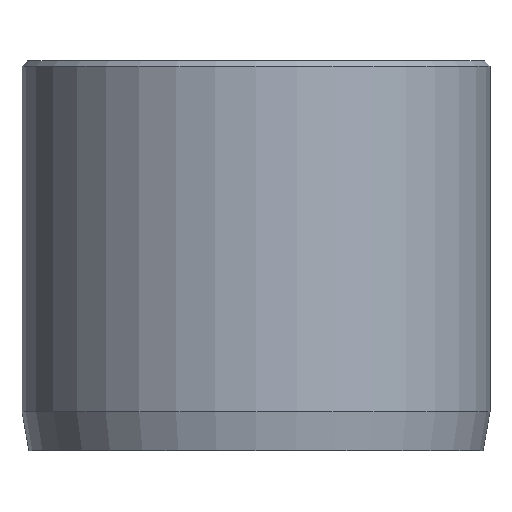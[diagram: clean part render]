
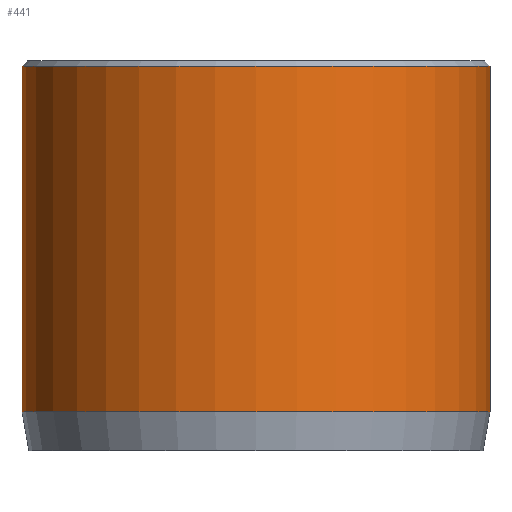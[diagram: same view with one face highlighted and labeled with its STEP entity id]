
A CAD part, front view. The second image highlights one B-rep face of the part: STEP entity #441.
In plain terms, the highlighted cylindrical face has radius 9 mm (diameter 18 mm), a partial arc.
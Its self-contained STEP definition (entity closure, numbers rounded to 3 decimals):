
#62 = LINE ( 'NONE', #233, #264 ) ;
#65 = EDGE_CURVE ( 'NONE', #493, #160, #380, .T. ) ;
#99 = FACE_OUTER_BOUND ( 'NONE', #1011, .T. ) ;
#104 = DIRECTION ( 'NONE',  ( 0., 0., -1. ) ) ;
#109 = EDGE_CURVE ( 'NONE', #983, #493, #656, .T. ) ;
#115 = CARTESIAN_POINT ( 'NONE',  ( 0., 0., 14.8 ) ) ;
#160 = VERTEX_POINT ( 'NONE', #384 ) ;
#233 = CARTESIAN_POINT ( 'NONE',  ( 9., 0., 15. ) ) ;
#264 = VECTOR ( 'NONE', #621, 1000. ) ;
#268 = ORIENTED_EDGE ( 'NONE', *, *, #109, .T. ) ;
#353 = CARTESIAN_POINT ( 'NONE',  ( 9., 0., 14.8 ) ) ;
#375 = EDGE_CURVE ( 'NONE', #160, #397, #615, .T. ) ;
#380 = LINE ( 'NONE', #689, #841 ) ;
#384 = CARTESIAN_POINT ( 'NONE',  ( -9., 0., 1.5 ) ) ;
#397 = VERTEX_POINT ( 'NONE', #947 ) ;
#441 = ADVANCED_FACE ( 'NONE', ( #99 ), #793, .T. ) ;
#491 = CARTESIAN_POINT ( 'NONE',  ( 0., 0., 1.5 ) ) ;
#493 = VERTEX_POINT ( 'NONE', #683 ) ;
#583 = DIRECTION ( 'NONE',  ( 1., 0., 0. ) ) ;
#597 = CARTESIAN_POINT ( 'NONE',  ( 0., 0., 15. ) ) ;
#599 = DIRECTION ( 'NONE',  ( 0., 0., -1. ) ) ;
#615 = CIRCLE ( 'NONE', #727, 9. ) ;
#621 = DIRECTION ( 'NONE',  ( 0., 0., -1. ) ) ;
#645 = ORIENTED_EDGE ( 'NONE', *, *, #375, .T. ) ;
#656 = CIRCLE ( 'NONE', #749, 9. ) ;
#683 = CARTESIAN_POINT ( 'NONE',  ( -9., 0., 14.8 ) ) ;
#689 = CARTESIAN_POINT ( 'NONE',  ( -9., 0., 15. ) ) ;
#727 = AXIS2_PLACEMENT_3D ( 'NONE', #491, #1134, #583 ) ;
#749 = AXIS2_PLACEMENT_3D ( 'NONE', #115, #104, #1132 ) ;
#793 = CYLINDRICAL_SURFACE ( 'NONE', #1236, 9. ) ;
#841 = VECTOR ( 'NONE', #599, 1000. ) ;
#947 = CARTESIAN_POINT ( 'NONE',  ( 9., 0., 1.5 ) ) ;
#962 = DIRECTION ( 'NONE',  ( 0., 0., -1. ) ) ;
#983 = VERTEX_POINT ( 'NONE', #353 ) ;
#996 = ORIENTED_EDGE ( 'NONE', *, *, #1056, .F. ) ;
#1011 = EDGE_LOOP ( 'NONE', ( #996, #268, #1147, #645 ) ) ;
#1056 = EDGE_CURVE ( 'NONE', #983, #397, #62, .T. ) ;
#1132 = DIRECTION ( 'NONE',  ( 1., 0., 0. ) ) ;
#1134 = DIRECTION ( 'NONE',  ( 0., 0., 1. ) ) ;
#1147 = ORIENTED_EDGE ( 'NONE', *, *, #65, .T. ) ;
#1148 = DIRECTION ( 'NONE',  ( -1., 0., 0. ) ) ;
#1236 = AXIS2_PLACEMENT_3D ( 'NONE', #597, #962, #1148 ) ;
